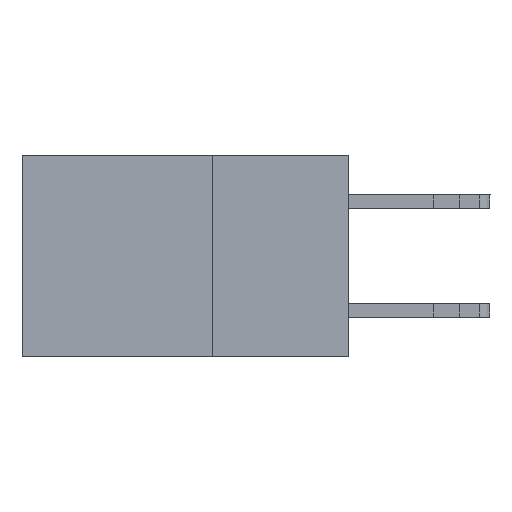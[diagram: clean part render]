
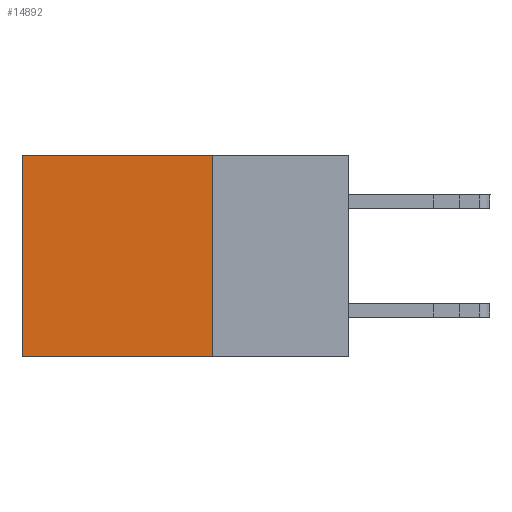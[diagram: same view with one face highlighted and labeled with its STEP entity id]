
A CAD part, left-side view. The second image highlights one B-rep face of the part: STEP entity #14892.
In plain terms, the highlighted planar face has unit normal (-1, 0, 0).
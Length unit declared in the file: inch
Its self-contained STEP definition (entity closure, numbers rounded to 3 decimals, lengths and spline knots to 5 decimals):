
#446 = DIRECTION ( 'NONE',  ( 0., 0., -1. ) ) ;
#517 = LINE ( 'NONE', #9017, #8701 ) ;
#688 = CARTESIAN_POINT ( 'NONE',  ( 0.298, 0.25, 0. ) ) ;
#834 = PLANE ( 'NONE',  #1174 ) ;
#1174 = AXIS2_PLACEMENT_3D ( 'NONE', #5683, #12945, #15246 ) ;
#1398 = ORIENTED_EDGE ( 'NONE', *, *, #4993, .F. ) ;
#1637 = EDGE_LOOP ( 'NONE', ( #10412, #1398, #5693, #8165 ) ) ;
#2526 = VERTEX_POINT ( 'NONE', #13559 ) ;
#2617 = VECTOR ( 'NONE', #14397, 39.37008 ) ;
#2785 = CARTESIAN_POINT ( 'NONE',  ( 0.298, 0.6, 0. ) ) ;
#3232 = DIRECTION ( 'NONE',  ( 0., 1., 0. ) ) ;
#3378 = LINE ( 'NONE', #3458, #6194 ) ;
#3458 = CARTESIAN_POINT ( 'NONE',  ( 0.298, 0.25, 0. ) ) ;
#4449 = CARTESIAN_POINT ( 'NONE',  ( 0.298, 0.25, -0.37 ) ) ;
#4993 = EDGE_CURVE ( 'NONE', #10660, #2526, #11762, .T. ) ;
#5475 = EDGE_CURVE ( 'NONE', #9139, #2526, #517, .T. ) ;
#5683 = CARTESIAN_POINT ( 'NONE',  ( 0.298, 0.25, 0. ) ) ;
#5693 = ORIENTED_EDGE ( 'NONE', *, *, #8381, .F. ) ;
#6194 = VECTOR ( 'NONE', #11979, 39.37008 ) ;
#6629 = LINE ( 'NONE', #688, #2617 ) ;
#7612 = VECTOR ( 'NONE', #3232, 39.37008 ) ;
#8139 = EDGE_CURVE ( 'NONE', #10912, #9139, #3378, .T. ) ;
#8165 = ORIENTED_EDGE ( 'NONE', *, *, #8139, .T. ) ;
#8381 = EDGE_CURVE ( 'NONE', #10912, #10660, #6629, .T. ) ;
#8701 = VECTOR ( 'NONE', #446, 39.37008 ) ;
#9017 = CARTESIAN_POINT ( 'NONE',  ( 0.298, 0.6, 0. ) ) ;
#9139 = VERTEX_POINT ( 'NONE', #2785 ) ;
#10232 = FACE_OUTER_BOUND ( 'NONE', #1637, .T. ) ;
#10412 = ORIENTED_EDGE ( 'NONE', *, *, #5475, .T. ) ;
#10660 = VERTEX_POINT ( 'NONE', #4449 ) ;
#10912 = VERTEX_POINT ( 'NONE', #15679 ) ;
#11762 = LINE ( 'NONE', #12705, #7612 ) ;
#11979 = DIRECTION ( 'NONE',  ( 0., 1., 0. ) ) ;
#12705 = CARTESIAN_POINT ( 'NONE',  ( 0.298, 0.25, -0.37 ) ) ;
#12945 = DIRECTION ( 'NONE',  ( 1., 0., 0. ) ) ;
#13559 = CARTESIAN_POINT ( 'NONE',  ( 0.298, 0.6, -0.37 ) ) ;
#14397 = DIRECTION ( 'NONE',  ( 0., 0., -1. ) ) ;
#14892 = ADVANCED_FACE ( 'NONE', ( #10232 ), #834, .F. ) ;
#15246 = DIRECTION ( 'NONE',  ( 0., 0., -1. ) ) ;
#15679 = CARTESIAN_POINT ( 'NONE',  ( 0.298, 0.25, 0. ) ) ;
